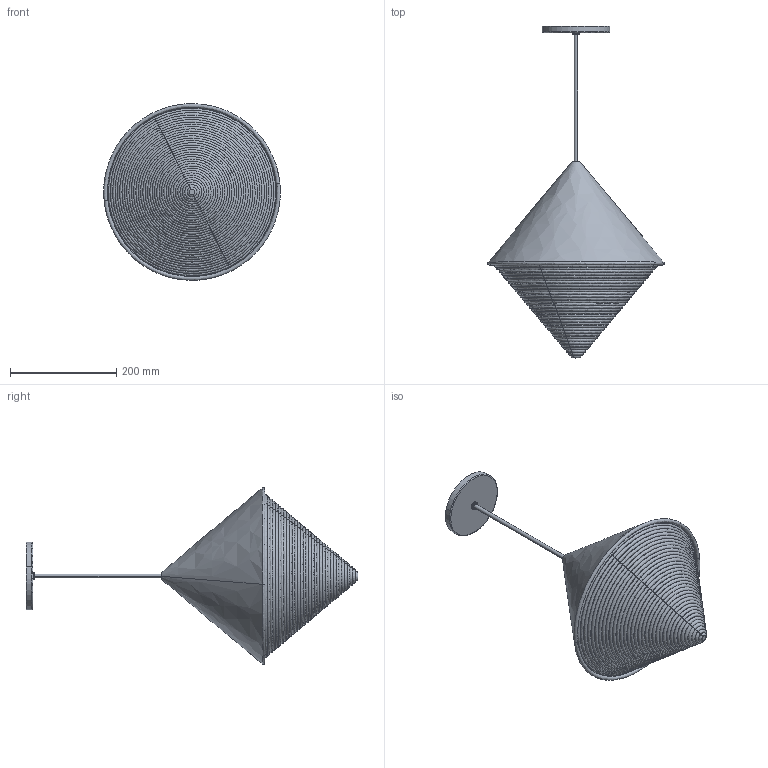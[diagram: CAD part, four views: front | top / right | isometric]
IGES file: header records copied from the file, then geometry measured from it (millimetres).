
Start section: SolidWorks IGES file using analytic representation for surfaces
Global section: file name: HALFP-CON - Half & Half Pendant - Cone.IGS; native system: SolidWorks 2015; preprocessor: SolidWorks 2015; author: Design; date: 190712.152802; units: millimetre
Bounding box: 331.81 x 623.76 x 331.91 mm (x, y, z)
Surface area: 336210.9 mm2 (no closed solid volume)
Topology: 0 solids, 2 shells, 2279 faces, 4644 edges, 2367 vertices
Faces by surface type: bspline 1600, revolution 671, plane 8
